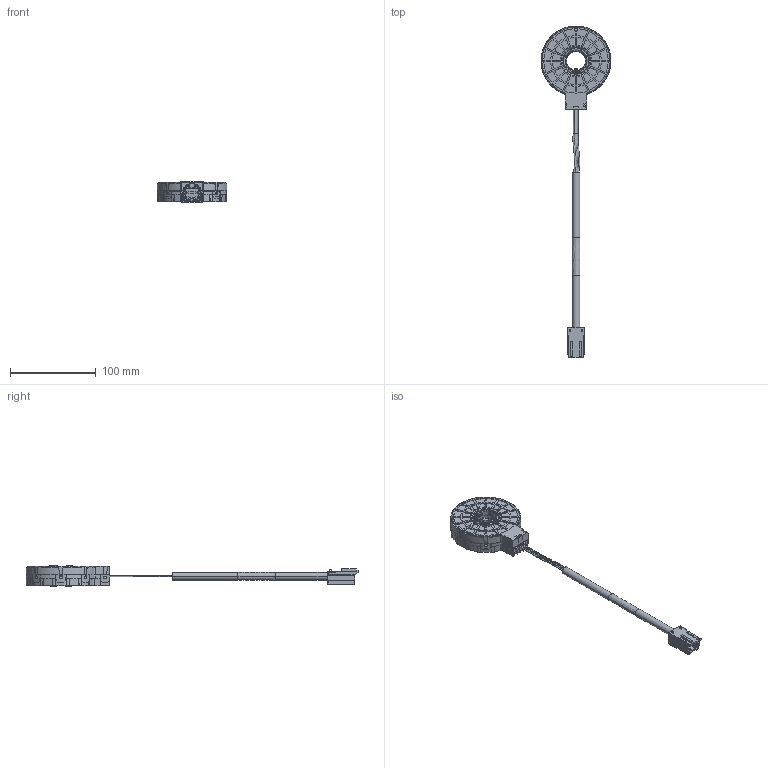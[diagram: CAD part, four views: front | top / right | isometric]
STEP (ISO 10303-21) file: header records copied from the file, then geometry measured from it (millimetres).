
FILE_DESCRIPTION((''),'2;1');
FILE_NAME('122-4400-50A_SW0003','2012-05-30T',('bmozley'),(''),'PRO/ENGINEER BY PARAMETRIC TECHNOLOGY CORPORATION, 2012060','PRO/ENGINEER BY PARAMETRIC TECHNOLOGY CORPORATION, 2012060','');
FILE_SCHEMA(('CONFIG_CONTROL_DESIGN'));
Products named in the file (1): 122-4400-50A_SW0003
Bounding box: 81.41 x 386.71 x 23.92 mm (x, y, z)
Volume: 124622.8 mm3; surface area: 41841 mm2
Topology: 1 solids, 1 shells, 2714 faces, 7610 edges, 5027 vertices
Faces by surface type: plane 1840, cylinder 387, cone 283, torus 125, bspline 75, sphere 4
Entity records: 93596 total; most frequent: CARTESIAN_POINT 25197, ORIENTED_EDGE 15220, DIRECTION 12916, EDGE_CURVE 7610, VERTEX_POINT 5027, VECTOR 4568, LINE 4568, AXIS2_PLACEMENT_3D 4174
